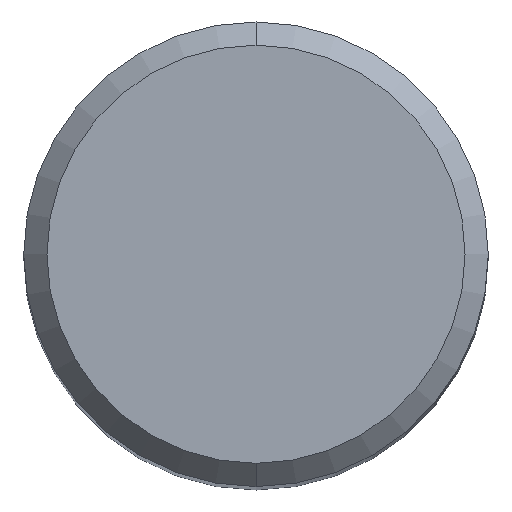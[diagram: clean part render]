
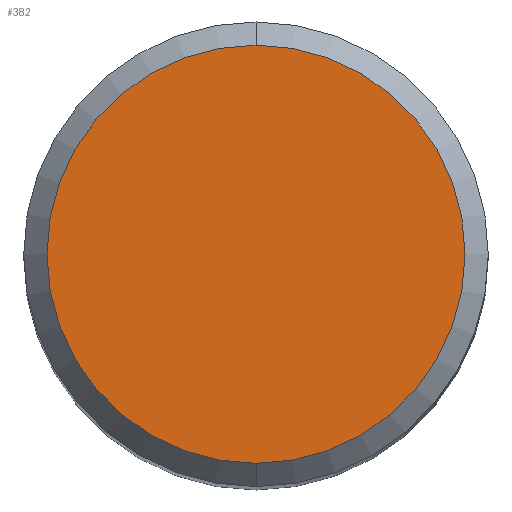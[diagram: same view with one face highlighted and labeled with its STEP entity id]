
A CAD part, top view. The second image highlights one B-rep face of the part: STEP entity #382.
In plain terms, the highlighted planar face has unit normal (0, 0, 1).
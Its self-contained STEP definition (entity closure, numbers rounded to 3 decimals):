
#320=EDGE_CURVE('',#674,#558,#886,.T.);
#340=EDGE_CURVE('',#558,#674,#908,.T.);
#382=ADVANCED_FACE('',(#954),#955,.T.);
#558=VERTEX_POINT('',#1151);
#674=VERTEX_POINT('',#1278);
#886=CIRCLE('',#1556,7.2);
#908=CIRCLE('',#1589,7.2);
#954=FACE_OUTER_BOUND('',#1839,.T.);
#955=PLANE('',#1840);
#1151=CARTESIAN_POINT('',(0.,-7.2,0.0));
#1278=CARTESIAN_POINT('',(0.0,7.2,0.0));
#1556=AXIS2_PLACEMENT_3D('',#6420,#6421,#6422);
#1589=AXIS2_PLACEMENT_3D('',#6447,#6448,#6449);
#1839=EDGE_LOOP('',(#6498,#6499));
#1840=AXIS2_PLACEMENT_3D('',#6500,#6501,#6502);
#6420=CARTESIAN_POINT('',(0.0,0.0,0.0));
#6421=DIRECTION('',(0.0,0.0,-1.0));
#6422=DIRECTION('',(0.0,1.0,0.0));
#6447=CARTESIAN_POINT('',(0.0,0.0,0.0));
#6448=DIRECTION('',(0.0,0.0,-1.0));
#6449=DIRECTION('',(0.0,1.0,0.0));
#6498=ORIENTED_EDGE('',*,*,#320,.F.);
#6499=ORIENTED_EDGE('',*,*,#340,.F.);
#6500=CARTESIAN_POINT('',(0.0,3.6,0.0));
#6501=DIRECTION('',(-0.0,0.0,1.0));
#6502=DIRECTION('',(0.0,-1.0,0.0));
